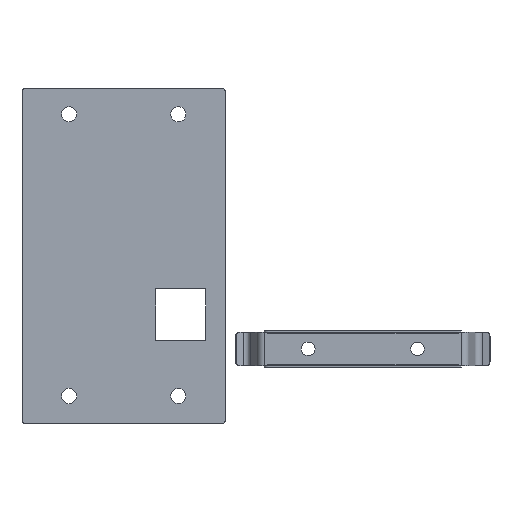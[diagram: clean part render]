
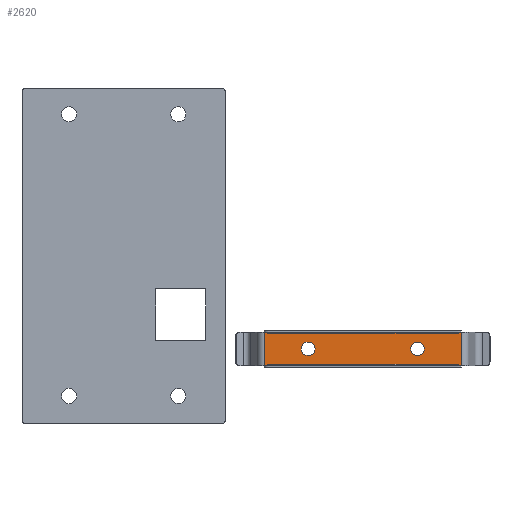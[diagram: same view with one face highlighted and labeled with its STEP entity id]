
A CAD part, front view. The second image highlights one B-rep face of the part: STEP entity #2620.
In plain terms, the highlighted planar face has unit normal (0, -1, 0).
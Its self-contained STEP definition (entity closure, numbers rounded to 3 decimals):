
#1 = ORIENTED_EDGE ( 'NONE', *, *, #1418, .F. ) ;
#14 = VECTOR ( 'NONE', #2514, 1000. ) ;
#24 = CARTESIAN_POINT ( 'NONE',  ( 96.755, -3.984, -33.528 ) ) ;
#41 = CARTESIAN_POINT ( 'NONE',  ( 47.341, -3.984, -25.78 ) ) ;
#81 = CARTESIAN_POINT ( 'NONE',  ( 46.341, -3.984, -36.776 ) ) ;
#84 = LINE ( 'NONE', #309, #14 ) ;
#91 = EDGE_CURVE ( 'NONE', #2771, #781, #1188, .T. ) ;
#106 = AXIS2_PLACEMENT_3D ( 'NONE', #2304, #108, #1656 ) ;
#108 = DIRECTION ( 'NONE',  ( 0., -1., 0. ) ) ;
#114 = CARTESIAN_POINT ( 'NONE',  ( 96.755, -3.984, -31.278 ) ) ;
#161 = VERTEX_POINT ( 'NONE', #2712 ) ;
#172 = EDGE_CURVE ( 'NONE', #2046, #1352, #326, .T. ) ;
#212 = VECTOR ( 'NONE', #1442, 1000. ) ;
#217 = ORIENTED_EDGE ( 'NONE', *, *, #1580, .T. ) ;
#256 = DIRECTION ( 'NONE',  ( 1., 0., 0. ) ) ;
#309 = CARTESIAN_POINT ( 'NONE',  ( -121.245, -3.984, -26.128 ) ) ;
#315 = ORIENTED_EDGE ( 'NONE', *, *, #91, .F. ) ;
#321 = VECTOR ( 'NONE', #1862, 1000. ) ;
#324 = DIRECTION ( 'NONE',  ( 0., 0., -1. ) ) ;
#325 = EDGE_CURVE ( 'NONE', #1494, #2485, #497, .T. ) ;
#326 = LINE ( 'NONE', #965, #2585 ) ;
#327 = CARTESIAN_POINT ( 'NONE',  ( 111.169, -3.984, -36.776 ) ) ;
#331 = DIRECTION ( 'NONE',  ( 0., 0., 1. ) ) ;
#351 = ORIENTED_EDGE ( 'NONE', *, *, #2243, .T. ) ;
#394 = CARTESIAN_POINT ( 'NONE',  ( 46.341, -3.984, -25.78 ) ) ;
#421 = DIRECTION ( 'NONE',  ( 0., 0., 1. ) ) ;
#497 = CIRCLE ( 'NONE', #1980, 2.25 ) ;
#509 = ORIENTED_EDGE ( 'NONE', *, *, #2603, .T. ) ;
#585 = ORIENTED_EDGE ( 'NONE', *, *, #325, .F. ) ;
#598 = EDGE_CURVE ( 'NONE', #1352, #2342, #2025, .T. ) ;
#599 = LINE ( 'NONE', #669, #1482 ) ;
#616 = EDGE_LOOP ( 'NONE', ( #509, #1630, #638, #1278, #217, #1283, #1325, #2678, #351, #315, #1, #643 ) ) ;
#638 = ORIENTED_EDGE ( 'NONE', *, *, #2525, .F. ) ;
#642 = EDGE_LOOP ( 'NONE', ( #2284, #585 ) ) ;
#643 = ORIENTED_EDGE ( 'NONE', *, *, #1225, .T. ) ;
#655 = EDGE_CURVE ( 'NONE', #161, #1273, #1305, .T. ) ;
#662 = CARTESIAN_POINT ( 'NONE',  ( 110.169, -3.984, -25.78 ) ) ;
#669 = CARTESIAN_POINT ( 'NONE',  ( -121.245, -3.984, -36.776 ) ) ;
#671 = DIRECTION ( 'NONE',  ( 0., 0., -1. ) ) ;
#689 = CARTESIAN_POINT ( 'NONE',  ( 111.169, -3.984, -25.78 ) ) ;
#696 = CARTESIAN_POINT ( 'NONE',  ( 110.169, -3.984, 15.522 ) ) ;
#742 = CARTESIAN_POINT ( 'NONE',  ( 110.169, -3.984, 15.522 ) ) ;
#754 = PLANE ( 'NONE',  #106 ) ;
#770 = VECTOR ( 'NONE', #2605, 1000. ) ;
#781 = VERTEX_POINT ( 'NONE', #327 ) ;
#791 = LINE ( 'NONE', #980, #212 ) ;
#841 = AXIS2_PLACEMENT_3D ( 'NONE', #2226, #892, #2448 ) ;
#873 = LINE ( 'NONE', #2438, #2119 ) ;
#892 = DIRECTION ( 'NONE',  ( 0., -1., 0. ) ) ;
#914 = DIRECTION ( 'NONE',  ( 0., 0., -1. ) ) ;
#915 = EDGE_CURVE ( 'NONE', #1273, #161, #1404, .T. ) ;
#929 = VERTEX_POINT ( 'NONE', #394 ) ;
#933 = LINE ( 'NONE', #696, #2615 ) ;
#965 = CARTESIAN_POINT ( 'NONE',  ( 47.341, -3.984, 15.522 ) ) ;
#972 = CARTESIAN_POINT ( 'NONE',  ( -121.245, -3.984, -36.776 ) ) ;
#980 = CARTESIAN_POINT ( 'NONE',  ( -121.245, -3.984, -25.78 ) ) ;
#1014 = VERTEX_POINT ( 'NONE', #1534 ) ;
#1032 = ORIENTED_EDGE ( 'NONE', *, *, #915, .F. ) ;
#1056 = VECTOR ( 'NONE', #1433, 1000. ) ;
#1084 = VERTEX_POINT ( 'NONE', #662 ) ;
#1113 = FACE_BOUND ( 'NONE', #1837, .T. ) ;
#1118 = VECTOR ( 'NONE', #324, 1000. ) ;
#1119 = DIRECTION ( 'NONE',  ( 0., 0., 1. ) ) ;
#1141 = CARTESIAN_POINT ( 'NONE',  ( -121.245, -3.984, -25.78 ) ) ;
#1160 = CARTESIAN_POINT ( 'NONE',  ( 60.755, -3.984, -33.528 ) ) ;
#1173 = VERTEX_POINT ( 'NONE', #81 ) ;
#1188 = LINE ( 'NONE', #689, #1118 ) ;
#1225 = EDGE_CURVE ( 'NONE', #1084, #2700, #2081, .T. ) ;
#1273 = VERTEX_POINT ( 'NONE', #24 ) ;
#1278 = ORIENTED_EDGE ( 'NONE', *, *, #1861, .T. ) ;
#1283 = ORIENTED_EDGE ( 'NONE', *, *, #172, .T. ) ;
#1293 = CARTESIAN_POINT ( 'NONE',  ( 96.755, -3.984, -31.278 ) ) ;
#1305 = CIRCLE ( 'NONE', #2513, 2.25 ) ;
#1325 = ORIENTED_EDGE ( 'NONE', *, *, #598, .T. ) ;
#1352 = VERTEX_POINT ( 'NONE', #2035 ) ;
#1404 = CIRCLE ( 'NONE', #2152, 2.25 ) ;
#1418 = EDGE_CURVE ( 'NONE', #1084, #2771, #2681, .T. ) ;
#1433 = DIRECTION ( 'NONE',  ( 1., 0., 0. ) ) ;
#1442 = DIRECTION ( 'NONE',  ( 1., 0., 0. ) ) ;
#1453 = EDGE_CURVE ( 'NONE', #2342, #1014, #933, .T. ) ;
#1482 = VECTOR ( 'NONE', #2008, 1000. ) ;
#1494 = VERTEX_POINT ( 'NONE', #1160 ) ;
#1513 = DIRECTION ( 'NONE',  ( 0., 0., 1. ) ) ;
#1531 = VECTOR ( 'NONE', #256, 1000. ) ;
#1534 = CARTESIAN_POINT ( 'NONE',  ( 110.169, -3.984, -36.776 ) ) ;
#1566 = CARTESIAN_POINT ( 'NONE',  ( 46.341, -3.984, -25.78 ) ) ;
#1580 = EDGE_CURVE ( 'NONE', #1173, #2046, #2669, .T. ) ;
#1630 = ORIENTED_EDGE ( 'NONE', *, *, #2179, .T. ) ;
#1646 = CARTESIAN_POINT ( 'NONE',  ( 60.755, -3.984, -29.028 ) ) ;
#1656 = DIRECTION ( 'NONE',  ( 1., 0., 0. ) ) ;
#1664 = DIRECTION ( 'NONE',  ( 0., -1., 0. ) ) ;
#1807 = VERTEX_POINT ( 'NONE', #2627 ) ;
#1837 = EDGE_LOOP ( 'NONE', ( #2759, #1032 ) ) ;
#1861 = EDGE_CURVE ( 'NONE', #929, #1173, #2790, .T. ) ;
#1862 = DIRECTION ( 'NONE',  ( 0., 0., -1. ) ) ;
#1908 = CARTESIAN_POINT ( 'NONE',  ( 110.169, -3.984, -26.128 ) ) ;
#1965 = DIRECTION ( 'NONE',  ( 0., -1., 0. ) ) ;
#1980 = AXIS2_PLACEMENT_3D ( 'NONE', #2158, #1965, #421 ) ;
#2008 = DIRECTION ( 'NONE',  ( 1., 0., 0. ) ) ;
#2025 = LINE ( 'NONE', #2165, #770 ) ;
#2030 = CARTESIAN_POINT ( 'NONE',  ( 110.169, -3.984, -36.428 ) ) ;
#2035 = CARTESIAN_POINT ( 'NONE',  ( 47.341, -3.984, -36.428 ) ) ;
#2046 = VERTEX_POINT ( 'NONE', #2230 ) ;
#2081 = LINE ( 'NONE', #742, #321 ) ;
#2085 = EDGE_CURVE ( 'NONE', #2485, #1494, #2339, .T. ) ;
#2090 = DIRECTION ( 'NONE',  ( 0., 0., 1. ) ) ;
#2119 = VECTOR ( 'NONE', #1119, 1000. ) ;
#2129 = VERTEX_POINT ( 'NONE', #41 ) ;
#2152 = AXIS2_PLACEMENT_3D ( 'NONE', #1293, #2800, #1513 ) ;
#2158 = CARTESIAN_POINT ( 'NONE',  ( 60.755, -3.984, -31.278 ) ) ;
#2165 = CARTESIAN_POINT ( 'NONE',  ( -121.245, -3.984, -36.428 ) ) ;
#2179 = EDGE_CURVE ( 'NONE', #1807, #2129, #873, .T. ) ;
#2226 = CARTESIAN_POINT ( 'NONE',  ( 60.755, -3.984, -31.278 ) ) ;
#2230 = CARTESIAN_POINT ( 'NONE',  ( 47.341, -3.984, -36.776 ) ) ;
#2238 = VECTOR ( 'NONE', #671, 1000. ) ;
#2243 = EDGE_CURVE ( 'NONE', #1014, #781, #599, .T. ) ;
#2284 = ORIENTED_EDGE ( 'NONE', *, *, #2085, .F. ) ;
#2288 = FACE_OUTER_BOUND ( 'NONE', #616, .T. ) ;
#2304 = CARTESIAN_POINT ( 'NONE',  ( -121.245, -3.984, -25.563 ) ) ;
#2339 = CIRCLE ( 'NONE', #841, 2.25 ) ;
#2342 = VERTEX_POINT ( 'NONE', #2030 ) ;
#2438 = CARTESIAN_POINT ( 'NONE',  ( 47.341, -3.984, 15.522 ) ) ;
#2448 = DIRECTION ( 'NONE',  ( 0., 0., 1. ) ) ;
#2485 = VERTEX_POINT ( 'NONE', #1646 ) ;
#2513 = AXIS2_PLACEMENT_3D ( 'NONE', #114, #1664, #331 ) ;
#2514 = DIRECTION ( 'NONE',  ( -1., 0., 0. ) ) ;
#2525 = EDGE_CURVE ( 'NONE', #929, #2129, #791, .T. ) ;
#2585 = VECTOR ( 'NONE', #2090, 1000. ) ;
#2603 = EDGE_CURVE ( 'NONE', #2700, #1807, #84, .T. ) ;
#2605 = DIRECTION ( 'NONE',  ( 1., 0., 0. ) ) ;
#2615 = VECTOR ( 'NONE', #914, 1000. ) ;
#2620 = ADVANCED_FACE ( 'NONE', ( #2288, #2776, #1113 ), #754, .T. ) ;
#2627 = CARTESIAN_POINT ( 'NONE',  ( 47.341, -3.984, -26.128 ) ) ;
#2669 = LINE ( 'NONE', #972, #1056 ) ;
#2678 = ORIENTED_EDGE ( 'NONE', *, *, #1453, .T. ) ;
#2681 = LINE ( 'NONE', #1141, #1531 ) ;
#2700 = VERTEX_POINT ( 'NONE', #1908 ) ;
#2712 = CARTESIAN_POINT ( 'NONE',  ( 96.755, -3.984, -29.028 ) ) ;
#2759 = ORIENTED_EDGE ( 'NONE', *, *, #655, .F. ) ;
#2769 = CARTESIAN_POINT ( 'NONE',  ( 111.169, -3.984, -25.78 ) ) ;
#2771 = VERTEX_POINT ( 'NONE', #2769 ) ;
#2776 = FACE_BOUND ( 'NONE', #642, .T. ) ;
#2790 = LINE ( 'NONE', #1566, #2238 ) ;
#2800 = DIRECTION ( 'NONE',  ( 0., -1., 0. ) ) ;
